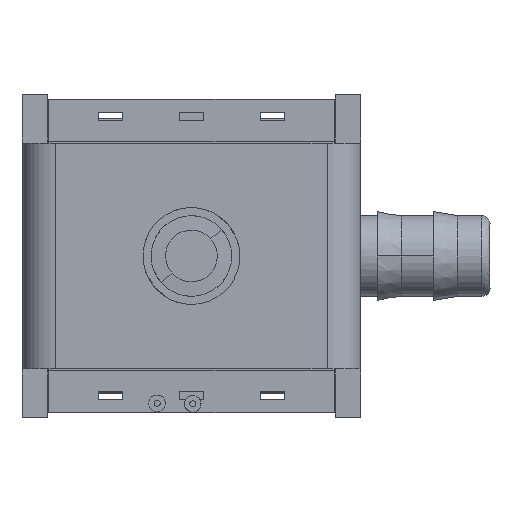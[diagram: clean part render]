
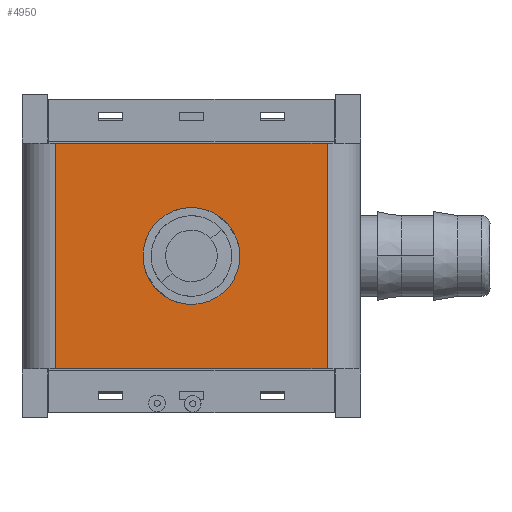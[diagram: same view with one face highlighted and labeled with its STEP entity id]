
A CAD part, front view. The second image highlights one B-rep face of the part: STEP entity #4950.
In plain terms, the highlighted face is planar.
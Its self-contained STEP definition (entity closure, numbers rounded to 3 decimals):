
#180 = DIRECTION ( 'NONE',  ( 0., 0., -1. ) ) ;
#431 = AXIS2_PLACEMENT_3D ( 'NONE', #8173, #4152, #180 ) ;
#459 = EDGE_CURVE ( 'NONE', #7436, #5593, #2177, .T. ) ;
#713 = AXIS2_PLACEMENT_3D ( 'NONE', #6601, #7289, #3279 ) ;
#923 = CARTESIAN_POINT ( 'NONE',  ( -7., 0., 0. ) ) ;
#1417 = EDGE_CURVE ( 'NONE', #5682, #5274, #5577, .T. ) ;
#1469 = FACE_OUTER_BOUND ( 'NONE', #3661, .T. ) ;
#1599 = DIRECTION ( 'NONE',  ( 0., 0., 1. ) ) ;
#1639 = CARTESIAN_POINT ( 'NONE',  ( -7., 0., -8.4 ) ) ;
#1818 = ORIENTED_EDGE ( 'NONE', *, *, #1417, .T. ) ;
#1840 = AXIS2_PLACEMENT_3D ( 'NONE', #7962, #3956, #8639 ) ;
#1931 = PLANE ( 'NONE',  #713 ) ;
#2029 = VECTOR ( 'NONE', #6609, 1000. ) ;
#2177 = CIRCLE ( 'NONE', #431, 3. ) ;
#2194 = CARTESIAN_POINT ( 'NONE',  ( 0., 0., 8.4 ) ) ;
#2529 = VERTEX_POINT ( 'NONE', #5950 ) ;
#2725 = VERTEX_POINT ( 'NONE', #6179 ) ;
#3279 = DIRECTION ( 'NONE',  ( 1., 0., 0. ) ) ;
#3447 = LINE ( 'NONE', #923, #8575 ) ;
#3661 = EDGE_LOOP ( 'NONE', ( #5925, #4287, #5860, #1818 ) ) ;
#3956 = DIRECTION ( 'NONE',  ( 0., -1., 0. ) ) ;
#4152 = DIRECTION ( 'NONE',  ( 0., -1., 0. ) ) ;
#4206 = CARTESIAN_POINT ( 'NONE',  ( 7., 0., -8.4 ) ) ;
#4287 = ORIENTED_EDGE ( 'NONE', *, *, #7730, .T. ) ;
#4336 = LINE ( 'NONE', #2194, #7904 ) ;
#4793 = FACE_BOUND ( 'NONE', #7843, .T. ) ;
#4950 = ADVANCED_FACE ( 'NONE', ( #4793, #1469 ), #1931, .T. ) ;
#5174 = VECTOR ( 'NONE', #6567, 1000. ) ;
#5182 = ORIENTED_EDGE ( 'NONE', *, *, #6249, .T. ) ;
#5274 = VERTEX_POINT ( 'NONE', #1639 ) ;
#5297 = CARTESIAN_POINT ( 'NONE',  ( 0., 0., -8.4 ) ) ;
#5577 = LINE ( 'NONE', #5297, #2029 ) ;
#5593 = VERTEX_POINT ( 'NONE', #7470 ) ;
#5682 = VERTEX_POINT ( 'NONE', #4206 ) ;
#5709 = EDGE_CURVE ( 'NONE', #5274, #2725, #3447, .T. ) ;
#5850 = ORIENTED_EDGE ( 'NONE', *, *, #459, .T. ) ;
#5860 = ORIENTED_EDGE ( 'NONE', *, *, #8122, .T. ) ;
#5893 = CARTESIAN_POINT ( 'NONE',  ( 7., 0., 0. ) ) ;
#5925 = ORIENTED_EDGE ( 'NONE', *, *, #5709, .T. ) ;
#5950 = CARTESIAN_POINT ( 'NONE',  ( 7., 0., 8.4 ) ) ;
#6179 = CARTESIAN_POINT ( 'NONE',  ( -7., 0., 8.4 ) ) ;
#6249 = EDGE_CURVE ( 'NONE', #5593, #7436, #7000, .T. ) ;
#6567 = DIRECTION ( 'NONE',  ( 0., 0., -1. ) ) ;
#6601 = CARTESIAN_POINT ( 'NONE',  ( -7.28, 0., 8.736 ) ) ;
#6609 = DIRECTION ( 'NONE',  ( -1., 0., 0. ) ) ;
#6876 = DIRECTION ( 'NONE',  ( 1., 0., 0. ) ) ;
#6964 = LINE ( 'NONE', #5893, #5174 ) ;
#7000 = CIRCLE ( 'NONE', #1840, 3. ) ;
#7289 = DIRECTION ( 'NONE',  ( 0., 1., 0. ) ) ;
#7294 = CARTESIAN_POINT ( 'NONE',  ( 0., 0., -3. ) ) ;
#7436 = VERTEX_POINT ( 'NONE', #7294 ) ;
#7470 = CARTESIAN_POINT ( 'NONE',  ( 0., 0., 3. ) ) ;
#7730 = EDGE_CURVE ( 'NONE', #2725, #2529, #4336, .T. ) ;
#7843 = EDGE_LOOP ( 'NONE', ( #5850, #5182 ) ) ;
#7904 = VECTOR ( 'NONE', #6876, 1000. ) ;
#7962 = CARTESIAN_POINT ( 'NONE',  ( 0., 0., 0. ) ) ;
#8122 = EDGE_CURVE ( 'NONE', #2529, #5682, #6964, .T. ) ;
#8173 = CARTESIAN_POINT ( 'NONE',  ( 0., 0., 0. ) ) ;
#8575 = VECTOR ( 'NONE', #1599, 1000. ) ;
#8639 = DIRECTION ( 'NONE',  ( 0., 0., -1. ) ) ;
